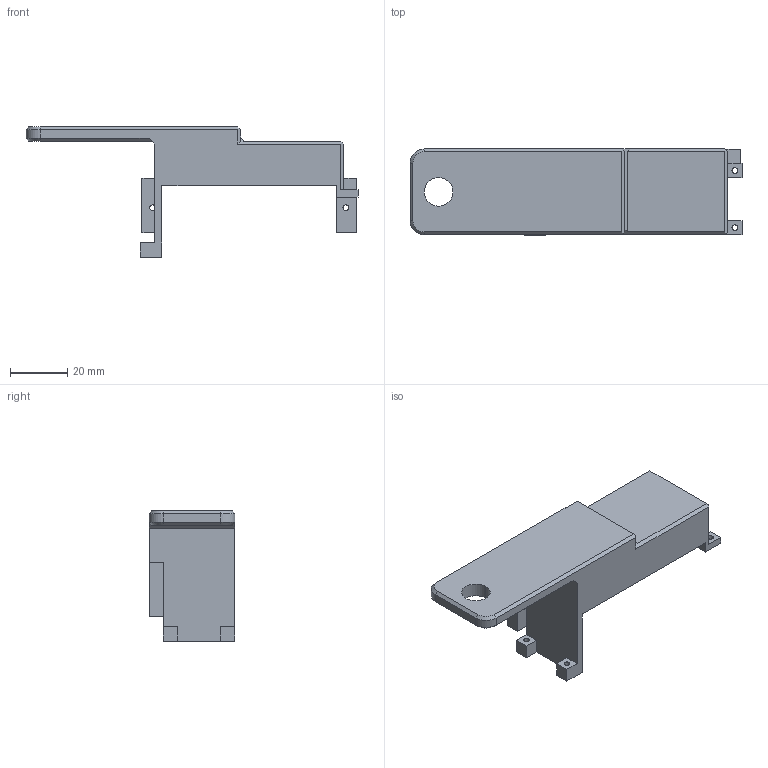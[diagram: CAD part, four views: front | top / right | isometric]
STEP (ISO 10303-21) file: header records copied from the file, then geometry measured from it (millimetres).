
FILE_DESCRIPTION (( 'STEP AP214' ), '1' );
FILE_NAME ('hip_joint.STEP', '2017-10-18T03:05:10', ( '' ), ( '' ), 'SwSTEP 2.0', 'SolidWorks 2013', '' );
FILE_SCHEMA (( 'AUTOMOTIVE_DESIGN' ));
Length unit declared in the file: millimetre
Products named in the file (1): hip_joint
Bounding box: 116 x 30 x 45.5 mm (x, y, z)
Volume: 44674.1 mm3; surface area: 13209.6 mm2
Topology: 1 solids, 1 shells, 74 faces, 206 edges, 133 vertices
Faces by surface type: plane 54, cylinder 16, cone 4
Entity records: 2406 total; most frequent: CARTESIAN_POINT 414, ORIENTED_EDGE 412, DIRECTION 394, EDGE_CURVE 206, VECTOR 168, LINE 168, VERTEX_POINT 133, AXIS2_PLACEMENT_3D 113
